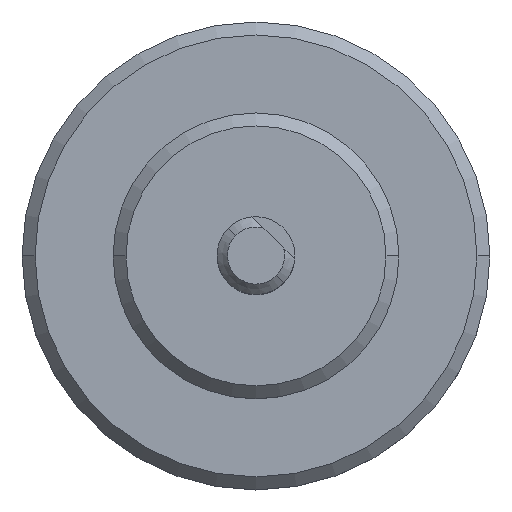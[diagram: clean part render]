
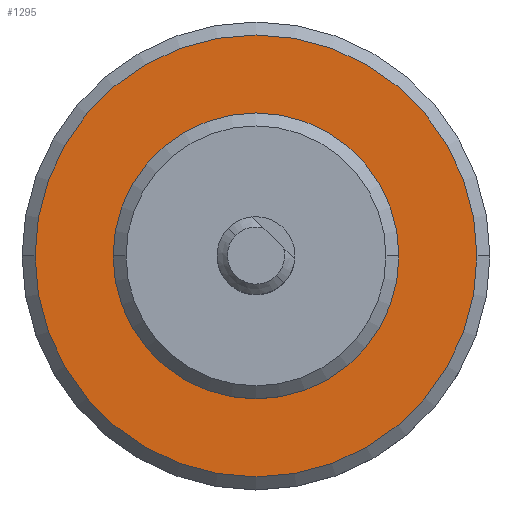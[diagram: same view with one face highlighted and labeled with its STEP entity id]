
A CAD part, top view. The second image highlights one B-rep face of the part: STEP entity #1295.
In plain terms, the highlighted planar face has unit normal (0, 0, 1).
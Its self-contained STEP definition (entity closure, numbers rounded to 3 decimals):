
#65 = CIRCLE ( 'NONE', #109, 11. ) ;
#77 = AXIS2_PLACEMENT_3D ( 'NONE', #641, #642, #643 ) ;
#90 = AXIS2_PLACEMENT_3D ( 'NONE', #965, #966, #967 ) ;
#109 = AXIS2_PLACEMENT_3D ( 'NONE', #968, #969, #970 ) ;
#119 = CIRCLE ( 'NONE', #77, 11. ) ;
#121 = CIRCLE ( 'NONE', #90, 17. ) ;
#149 = AXIS2_PLACEMENT_3D ( 'NONE', #1180, #1178, #1186 ) ;
#248 = EDGE_CURVE ( 'NONE', #1456, #1453, #464, .T. ) ;
#271 = ORIENTED_EDGE ( 'NONE', *, *, #1247, .F. ) ;
#272 = ORIENTED_EDGE ( 'NONE', *, *, #1620, .F. ) ;
#273 = ORIENTED_EDGE ( 'NONE', *, *, #1246, .T. ) ;
#274 = ORIENTED_EDGE ( 'NONE', *, *, #248, .T. ) ;
#316 = EDGE_LOOP ( 'NONE', ( #271, #272 ) ) ;
#317 = EDGE_LOOP ( 'NONE', ( #273, #274 ) ) ;
#446 = AXIS2_PLACEMENT_3D ( 'NONE', #902, #903, #904 ) ;
#464 = CIRCLE ( 'NONE', #446, 17. ) ;
#570 = CARTESIAN_POINT ( 'NONE',  ( 11., 0., 43.7 ) ) ;
#573 = CARTESIAN_POINT ( 'NONE',  ( -17., 0., 43.7 ) ) ;
#574 = CARTESIAN_POINT ( 'NONE',  ( -11., 0., 43.7 ) ) ;
#580 = CARTESIAN_POINT ( 'NONE',  ( 17., 0., 43.7 ) ) ;
#641 = CARTESIAN_POINT ( 'NONE',  ( 0., 0., 43.7 ) ) ;
#642 = DIRECTION ( 'NONE',  ( 0., 0., 1. ) ) ;
#643 = DIRECTION ( 'NONE',  ( 1., 0., 0. ) ) ;
#902 = CARTESIAN_POINT ( 'NONE',  ( 0., 0., 43.7 ) ) ;
#903 = DIRECTION ( 'NONE',  ( 0., 0., 1. ) ) ;
#904 = DIRECTION ( 'NONE',  ( 1., 0., 0. ) ) ;
#965 = CARTESIAN_POINT ( 'NONE',  ( 0., 0., 43.7 ) ) ;
#966 = DIRECTION ( 'NONE',  ( 0., 0., 1. ) ) ;
#967 = DIRECTION ( 'NONE',  ( 1., 0., 0. ) ) ;
#968 = CARTESIAN_POINT ( 'NONE',  ( 0., 0., 43.7 ) ) ;
#969 = DIRECTION ( 'NONE',  ( 0., 0., 1. ) ) ;
#970 = DIRECTION ( 'NONE',  ( 1., 0., 0. ) ) ;
#1178 = DIRECTION ( 'NONE',  ( 0., 0., 1. ) ) ;
#1180 = CARTESIAN_POINT ( 'NONE',  ( 0., 0., 43.7 ) ) ;
#1181 = FACE_OUTER_BOUND ( 'NONE', #317, .T. ) ;
#1183 = FACE_BOUND ( 'NONE', #316, .T. ) ;
#1184 = PLANE ( 'NONE',  #149 ) ;
#1186 = DIRECTION ( 'NONE',  ( 1., 0., 0. ) ) ;
#1246 = EDGE_CURVE ( 'NONE', #1453, #1456, #121, .T. ) ;
#1247 = EDGE_CURVE ( 'NONE', #1446, #1447, #65, .T. ) ;
#1295 = ADVANCED_FACE ( 'NONE', ( #1181, #1183 ), #1184, .T. ) ;
#1446 = VERTEX_POINT ( 'NONE', #574 ) ;
#1447 = VERTEX_POINT ( 'NONE', #570 ) ;
#1453 = VERTEX_POINT ( 'NONE', #573 ) ;
#1456 = VERTEX_POINT ( 'NONE', #580 ) ;
#1620 = EDGE_CURVE ( 'NONE', #1447, #1446, #119, .T. ) ;
